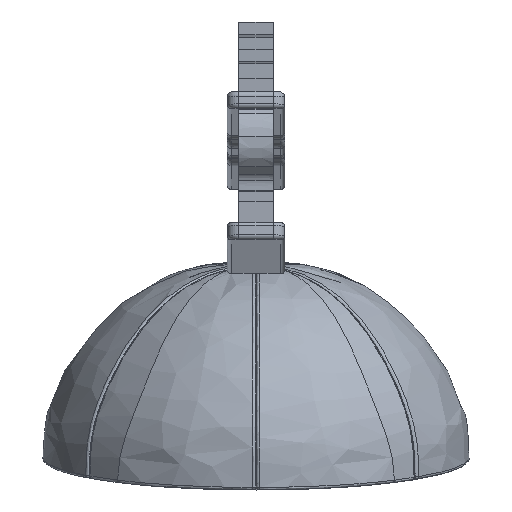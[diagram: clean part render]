
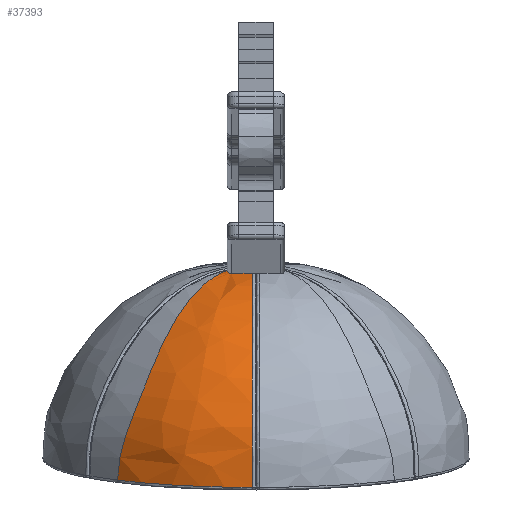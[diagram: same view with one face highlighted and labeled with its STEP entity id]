
A CAD part, front view. The second image highlights one B-rep face of the part: STEP entity #37393.
In plain terms, the highlighted free-form (B-spline) face has degree [3, 3] with [5, 9] control points.
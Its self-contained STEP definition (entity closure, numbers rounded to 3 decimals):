
#11748=CARTESIAN_POINT('',(-2.5,-6.474,14.952));
#11753=CARTESIAN_POINT('',(-11.998,-15.096,
-3.234));
#11754=CARTESIAN_POINT('',(-11.951,-15.468,
-0.664));
#11755=CARTESIAN_POINT('',(-10.214,-17.137,
3.114));
#11756=CARTESIAN_POINT('',(-6.457,-11.987,
13.455));
#11757=CARTESIAN_POINT('',(-2.5,-6.474,14.952));
#11765=CARTESIAN_POINT('',(-11.998,-15.096,
-3.234));
#12086=CARTESIAN_POINT('',(-2.5,-6.474,14.952));
#12087=CARTESIAN_POINT('',(-2.5,-6.493,14.948));
#12088=CARTESIAN_POINT('',(-2.5,-6.532,14.94));
#12089=CARTESIAN_POINT('',(-2.5,-6.571,14.932));
#12090=CARTESIAN_POINT('',(-2.5,-6.591,14.928));
#12095=CARTESIAN_POINT('',(-2.5,-6.591,14.928));
#12096=CARTESIAN_POINT('',(-2.5,-6.656,14.914));
#12097=CARTESIAN_POINT('',(-2.497,-6.781,
14.887));
#12098=CARTESIAN_POINT('',(-2.484,-6.948,
14.85));
#12099=CARTESIAN_POINT('',(-2.465,-7.099,
14.816));
#12100=CARTESIAN_POINT('',(-2.44,-7.234,
14.786));
#12101=CARTESIAN_POINT('',(-2.41,-7.356,
14.759));
#12102=CARTESIAN_POINT('',(-2.375,-7.465,
14.734));
#12103=CARTESIAN_POINT('',(-2.334,-7.563,
14.712));
#12104=CARTESIAN_POINT('',(-2.284,-7.65,
14.694));
#12105=CARTESIAN_POINT('',(-2.225,-7.719,
14.681));
#12106=CARTESIAN_POINT('',(-2.177,-7.749,
14.678));
#12107=CARTESIAN_POINT('',(-2.15,-7.756,14.679));
#12112=CARTESIAN_POINT('',(-2.15,-7.756,14.679));
#12113=CARTESIAN_POINT('',(-1.836,-7.839,
14.686));
#12114=CARTESIAN_POINT('',(-1.215,-7.961,
14.696));
#12115=CARTESIAN_POINT('',(-0.616,-8.012,
14.701));
#12116=CARTESIAN_POINT('',(-0.321,-8.023,
14.702));
#12121=CARTESIAN_POINT('',(-0.322,-19.859,
-3.862));
#12122=CARTESIAN_POINT('',(-0.322,-19.934,
-3.292));
#12123=CARTESIAN_POINT('',(-0.322,-20.083,
-2.213));
#12124=CARTESIAN_POINT('',(-0.323,-20.172,
-0.441));
#12125=CARTESIAN_POINT('',(-0.322,-20.022,
1.022));
#12126=CARTESIAN_POINT('',(-0.323,-19.69,
2.447));
#12127=CARTESIAN_POINT('',(-0.321,-19.259,
3.725));
#12128=CARTESIAN_POINT('',(-0.323,-18.684,
5.121));
#12129=CARTESIAN_POINT('',(-0.322,-17.896,
6.672));
#12130=CARTESIAN_POINT('',(-0.323,-16.862,8.339));
#12131=CARTESIAN_POINT('',(-0.323,-15.462,
10.108));
#12132=CARTESIAN_POINT('',(-0.323,-14.045,
11.494));
#12133=CARTESIAN_POINT('',(-0.322,-12.68,
12.558));
#12134=CARTESIAN_POINT('',(-0.323,-11.383,
13.363));
#12135=CARTESIAN_POINT('',(-0.322,-10.168,
13.963));
#12136=CARTESIAN_POINT('',(-0.321,-9.045,
14.402));
#12137=CARTESIAN_POINT('',(-0.321,-8.351,
14.613));
#12138=CARTESIAN_POINT('',(-0.321,-8.023,
14.702));
#12143=CARTESIAN_POINT('',(-11.998,-15.096,
-3.234));
#12144=CARTESIAN_POINT('',(-11.713,-15.366,
-3.27));
#12145=CARTESIAN_POINT('',(-11.064,-15.945,
-3.346));
#12146=CARTESIAN_POINT('',(-9.802,-16.892,
-3.471));
#12147=CARTESIAN_POINT('',(-8.339,-17.781,
-3.588));
#12148=CARTESIAN_POINT('',(-6.759,-18.536,
-3.688));
#12149=CARTESIAN_POINT('',(-5.184,-19.102,
-3.763));
#12150=CARTESIAN_POINT('',(-3.743,-19.481,
-3.813));
#12151=CARTESIAN_POINT('',(-2.164,-19.757,
-3.849));
#12152=CARTESIAN_POINT('',(-0.957,-19.847,
-3.861));
#12153=CARTESIAN_POINT('',(-0.322,-19.859,
-3.862));
#24345=VERTEX_POINT('',#11765);
#24389=VERTEX_POINT('',#12153);
#25450=VERTEX_POINT('',#11748);
#26176=VERTEX_POINT('',#12090);
#26177=VERTEX_POINT('',#12112);
#26178=VERTEX_POINT('',#12116);
#37338=CARTESIAN_POINT('',(-12.216,-14.854,
-3.449));
#37339=CARTESIAN_POINT('',(-11.268,-15.783,
-3.571));
#37340=CARTESIAN_POINT('',(-9.313,-17.29,
-3.769));
#37341=CARTESIAN_POINT('',(-5.222,-19.282,
-4.032));
#37342=CARTESIAN_POINT('',(0.,-20.195,
-4.152));
#37343=CARTESIAN_POINT('',(5.222,-19.282,
-4.032));
#37344=CARTESIAN_POINT('',(9.314,-17.29,
-3.769));
#37345=CARTESIAN_POINT('',(11.269,-15.783,
-3.571));
#37346=CARTESIAN_POINT('',(12.218,-14.853,
-3.448));
#37347=CARTESIAN_POINT('',(-12.208,-15.219,
-0.74));
#37348=CARTESIAN_POINT('',(-11.292,-16.115,
-0.863));
#37349=CARTESIAN_POINT('',(-9.387,-17.595,
-1.075));
#37350=CARTESIAN_POINT('',(-5.315,-19.605,
-1.375));
#37351=CARTESIAN_POINT('',(0.,-20.559,
-1.523));
#37352=CARTESIAN_POINT('',(5.315,-19.605,
-1.375));
#37353=CARTESIAN_POINT('',(9.388,-17.594,
-1.075));
#37354=CARTESIAN_POINT('',(11.293,-16.114,
-0.863));
#37355=CARTESIAN_POINT('',(12.21,-15.217,
-0.74));
#37356=CARTESIAN_POINT('',(-10.466,-17.046,
3.016));
#37357=CARTESIAN_POINT('',(-9.539,-17.823,
2.917));
#37358=CARTESIAN_POINT('',(-7.71,-19.016,
2.77));
#37359=CARTESIAN_POINT('',(-4.168,-20.464,
2.6));
#37360=CARTESIAN_POINT('',(-0.002,-21.05,
2.536));
#37361=CARTESIAN_POINT('',(4.166,-20.465,
2.6));
#37362=CARTESIAN_POINT('',(7.71,-19.016,
2.77));
#37363=CARTESIAN_POINT('',(9.54,-17.822,
2.917));
#37364=CARTESIAN_POINT('',(10.468,-17.044,
3.016));
#37365=CARTESIAN_POINT('',(-6.524,-11.819,
13.597));
#37366=CARTESIAN_POINT('',(-6.026,-12.283,
13.537));
#37367=CARTESIAN_POINT('',(-5.,-13.051,
13.436));
#37368=CARTESIAN_POINT('',(-2.819,-14.102,
13.299));
#37369=CARTESIAN_POINT('',(0.004,-14.608,
13.234));
#37370=CARTESIAN_POINT('',(2.825,-14.1,
13.3));
#37371=CARTESIAN_POINT('',(5.004,-13.049,
13.436));
#37372=CARTESIAN_POINT('',(6.026,-12.282,
13.537));
#37373=CARTESIAN_POINT('',(6.525,-11.818,
13.597));
#37374=CARTESIAN_POINT('',(-2.397,-6.249,
15.006));
#37375=CARTESIAN_POINT('',(-2.263,-6.415,
14.984));
#37376=CARTESIAN_POINT('',(-1.961,-6.729,
14.943));
#37377=CARTESIAN_POINT('',(-1.199,-7.247,
14.875));
#37378=CARTESIAN_POINT('',(0.001,-7.562,
14.834));
#37379=CARTESIAN_POINT('',(1.2,-7.247,
14.875));
#37380=CARTESIAN_POINT('',(1.962,-6.729,
14.943));
#37381=CARTESIAN_POINT('',(2.263,-6.415,
14.985));
#37382=CARTESIAN_POINT('',(2.397,-6.249,
15.006));
#37383=B_SPLINE_SURFACE_WITH_KNOTS('',3,3,((#37338,#37339,#37340,#37341,#37342,
#37343,#37344,#37345,#37346),(#37347,#37348,#37349,#37350,#37351,#37352,#37353,
#37354,#37355),(#37356,#37357,#37358,#37359,#37360,#37361,#37362,#37363,#37364),
(#37365,#37366,#37367,#37368,#37369,#37370,#37371,#37372,#37373),(#37374,#37375,
#37376,#37377,#37378,#37379,#37380,#37381,#37382)),.UNSPECIFIED.,.F.,.F.,.F.,(4,
1,4),(4,1,1,1,1,1,4),(0.,0.435,0.964),(
0.747,0.781,0.812,0.875,
0.937,0.969,1.003),.UNSPECIFIED.);
#37384=ORIENTED_EDGE('',*,*,#28670,.T.);
#37385=ORIENTED_EDGE('',*,*,#28704,.T.);
#37386=ORIENTED_EDGE('',*,*,#28759,.T.);
#37388=ORIENTED_EDGE('',*,*,#37387,.F.);
#37389=ORIENTED_EDGE('',*,*,#37328,.F.);
#37390=ORIENTED_EDGE('',*,*,#36343,.T.);
#37391=EDGE_LOOP('',(#37384,#37385,#37386,#37388,#37389,#37390));
#37392=FACE_OUTER_BOUND('',#37391,.F.);
#11758=B_SPLINE_CURVE_WITH_KNOTS('',3,(#11753,#11754,#11755,#11756,#11757),
.UNSPECIFIED.,.F.,.F.,(4,1,4),(0.,0.446,1.),.UNSPECIFIED.);
#12091=B_SPLINE_CURVE_WITH_KNOTS('',3,(#12086,#12087,#12088,#12089,#12090),
.UNSPECIFIED.,.F.,.F.,(4,1,4),(0.,0.5,1.),.UNSPECIFIED.);
#12108=B_SPLINE_CURVE_WITH_KNOTS('',3,(#12095,#12096,#12097,#12098,#12099,
#12100,#12101,#12102,#12103,#12104,#12105,#12106,#12107),.UNSPECIFIED.,.F.,.F.,(
4,1,1,1,1,1,1,1,1,1,4),(0.,0.1,0.2,0.3,0.4,0.5,0.6,0.7,0.8,
0.9,1.),.UNSPECIFIED.);
#12117=B_SPLINE_CURVE_WITH_KNOTS('',3,(#12112,#12113,#12114,#12115,#12116),
.UNSPECIFIED.,.F.,.F.,(4,1,4),(0.,0.5,1.),.UNSPECIFIED.);
#12139=B_SPLINE_CURVE_WITH_KNOTS('',3,(#12121,#12122,#12123,#12124,#12125,
#12126,#12127,#12128,#12129,#12130,#12131,#12132,#12133,#12134,#12135,#12136,
#12137,#12138),.UNSPECIFIED.,.F.,.F.,(4,1,1,1,1,1,1,1,1,1,1,1,1,1,1,4),(0.,
0.067,0.133,0.2,0.267,0.333,
0.4,0.467,0.533,0.6,0.667,
0.733,0.8,0.867,0.933,1.),
.UNSPECIFIED.);
#12154=B_SPLINE_CURVE_WITH_KNOTS('',3,(#12143,#12144,#12145,#12146,#12147,
#12148,#12149,#12150,#12151,#12152,#12153),.UNSPECIFIED.,.F.,.F.,(4,1,1,1,1,1,1,
1,4),(0.,0.125,0.25,0.375,0.5,0.625,0.75,0.875,1.),
.UNSPECIFIED.);
#28670=EDGE_CURVE('',#25450,#26176,#12091,.T.);
#28704=EDGE_CURVE('',#26176,#26177,#12108,.T.);
#28759=EDGE_CURVE('',#26177,#26178,#12117,.T.);
#36343=EDGE_CURVE('',#24345,#25450,#11758,.T.);
#37328=EDGE_CURVE('',#24345,#24389,#12154,.T.);
#37387=EDGE_CURVE('',#24389,#26178,#12139,.T.);
#37393=ADVANCED_FACE('',(#37392),#37383,.F.);
